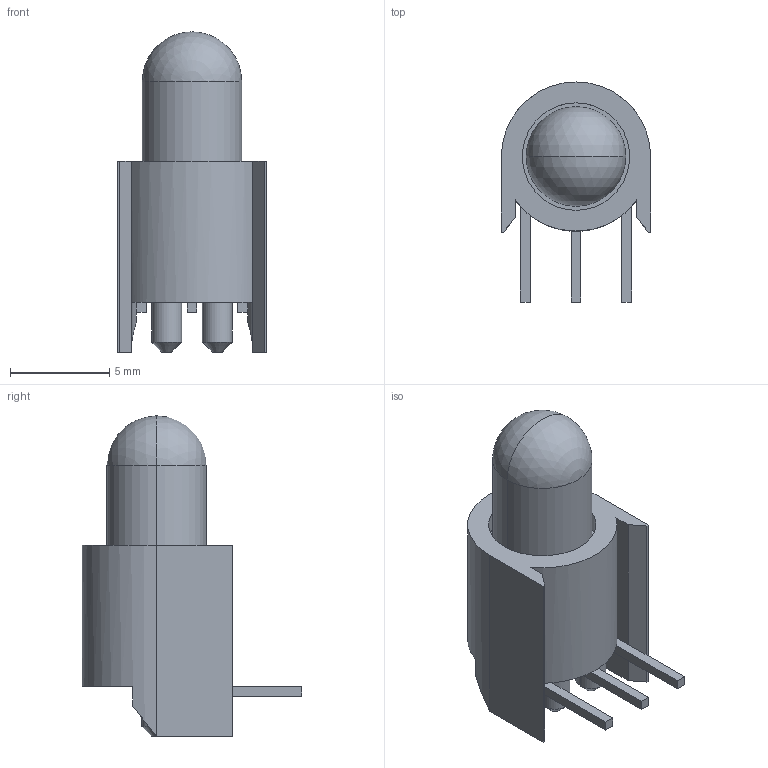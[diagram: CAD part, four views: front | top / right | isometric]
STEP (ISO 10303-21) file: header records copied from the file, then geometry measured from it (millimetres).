
FILE_DESCRIPTION (( 'STEP AP214' ), '1' );
FILE_NAME ('XVB1Lxx59.STEP', '2015-09-10T17:08:12', ( '' ), ( '' ), 'SwSTEP 2.0', 'SolidWorks 2012', '' );
FILE_SCHEMA (( 'AUTOMOTIVE_DESIGN' ));
Length unit declared in the file: millimetre
Products named in the file (1): XVB1Lxx59
Bounding box: 7.5 x 11.05 x 16.1 mm (x, y, z)
Volume: 478 mm3; surface area: 551.2 mm2
Topology: 1 solids, 1 shells, 255 faces, 678 edges, 445 vertices
Faces by surface type: plane 158, bspline 68, cylinder 19, cone 8, sphere 2
Entity records: 12861 total; most frequent: CARTESIAN_POINT 4597, ORIENTED_EDGE 1348, DIRECTION 962, EDGE_CURVE 674, LINE 482, VECTOR 482, VERTEX_POINT 443, EDGE_LOOP 277
